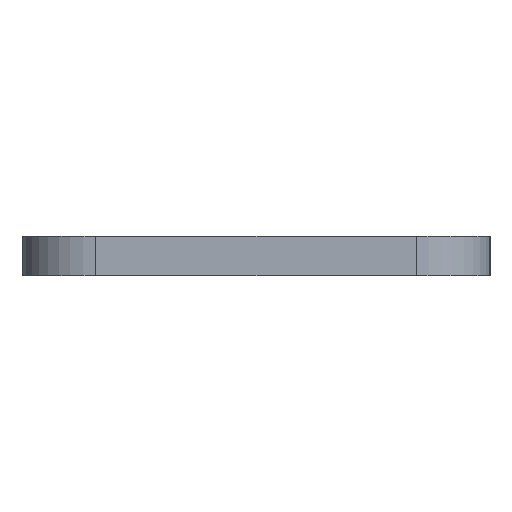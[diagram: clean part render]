
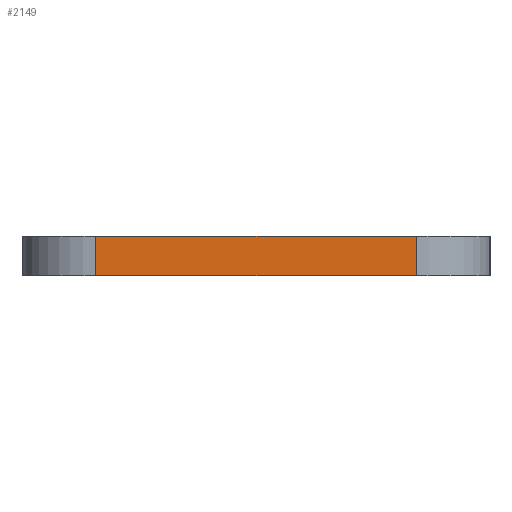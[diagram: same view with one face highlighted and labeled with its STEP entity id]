
A CAD part, left-side view. The second image highlights one B-rep face of the part: STEP entity #2149.
In plain terms, the highlighted planar face has unit normal (-1, 0, 0).
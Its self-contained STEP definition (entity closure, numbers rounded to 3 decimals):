
#91=PLANE('',#2373);
#197=FACE_OUTER_BOUND('',#315,.T.);
#315=EDGE_LOOP('',(#1885,#1886,#1887,#1888));
#335=LINE('',#3027,#543);
#389=LINE('',#3238,#597);
#391=LINE('',#3243,#599);
#536=LINE('',#3630,#744);
#543=VECTOR('',#2395,10.);
#597=VECTOR('',#2559,10.);
#599=VECTOR('',#2565,10.);
#744=VECTOR('',#3002,10.);
#856=VERTEX_POINT('',#3024);
#857=VERTEX_POINT('',#3026);
#959=VERTEX_POINT('',#3236);
#960=VERTEX_POINT('',#3242);
#1066=EDGE_CURVE('',#856,#857,#335,.T.);
#1172=EDGE_CURVE('',#959,#856,#389,.T.);
#1174=EDGE_CURVE('',#857,#960,#391,.T.);
#1368=EDGE_CURVE('',#960,#959,#536,.T.);
#1885=ORIENTED_EDGE('',*,*,#1172,.F.);
#1886=ORIENTED_EDGE('',*,*,#1368,.F.);
#1887=ORIENTED_EDGE('',*,*,#1174,.F.);
#1888=ORIENTED_EDGE('',*,*,#1066,.F.);
#2149=ADVANCED_FACE('',(#197),#91,.T.);
#2373=AXIS2_PLACEMENT_3D('',#3629,#3000,#3001);
#2395=DIRECTION('',(0.,-1.,0.));
#2559=DIRECTION('',(0.,0.,1.));
#2565=DIRECTION('',(0.,0.,-1.));
#3000=DIRECTION('center_axis',(-1.,0.,0.));
#3001=DIRECTION('ref_axis',(0.,-1.,0.));
#3002=DIRECTION('',(0.,1.,0.));
#3024=CARTESIAN_POINT('',(48.1,-13.,1.6));
#3026=CARTESIAN_POINT('',(48.1,-26.05,1.6));
#3027=CARTESIAN_POINT('',(48.1,-29.05,1.6));
#3236=CARTESIAN_POINT('',(48.1,-13.,0.));
#3238=CARTESIAN_POINT('',(48.1,-13.,0.));
#3242=CARTESIAN_POINT('',(48.1,-26.05,0.));
#3243=CARTESIAN_POINT('',(48.1,-26.05,0.));
#3629=CARTESIAN_POINT('Origin',(48.1,-10.,0.));
#3630=CARTESIAN_POINT('',(48.1,-29.05,0.));
